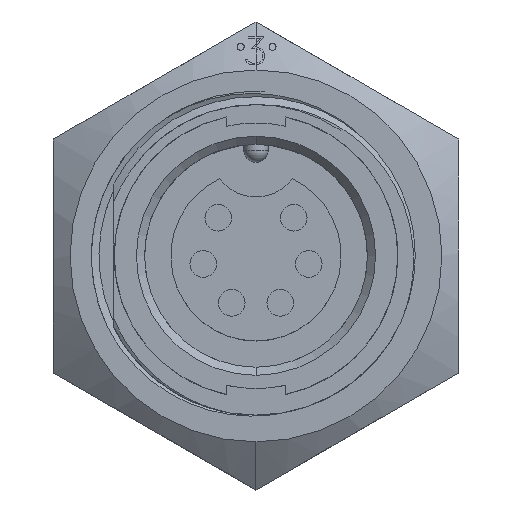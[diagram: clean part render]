
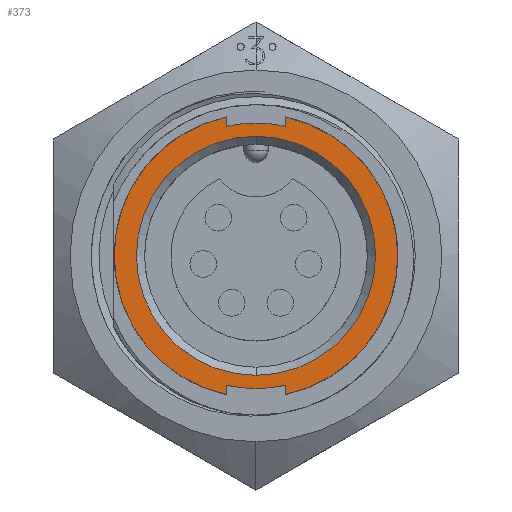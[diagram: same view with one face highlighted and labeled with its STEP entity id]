
A CAD part, top view. The second image highlights one B-rep face of the part: STEP entity #373.
In plain terms, the highlighted planar face has unit normal (0, 0, 1).
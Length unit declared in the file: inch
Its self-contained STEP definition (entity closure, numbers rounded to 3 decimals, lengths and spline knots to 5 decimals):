
#373 = ADVANCED_FACE ( 'NONE', ( #21768, #21774 ), #6134, .F. ) ;
#466 = EDGE_CURVE ( 'NONE', #2037, #2036, #6479, .T. ) ;
#469 = EDGE_CURVE ( 'NONE', #2005, #2036, #3867, .T. ) ;
#472 = EDGE_CURVE ( 'NONE', #2005, #2034, #6494, .T. ) ;
#474 = EDGE_CURVE ( 'NONE', #2291, #2032, #6497, .T. ) ;
#477 = EDGE_CURVE ( 'NONE', #2031, #2032, #3868, .T. ) ;
#478 = EDGE_CURVE ( 'NONE', #2031, #2300, #6509, .T. ) ;
#480 = EDGE_CURVE ( 'NONE', #2301, #2037, #3869, .T. ) ;
#482 = EDGE_CURVE ( 'NONE', #2034, #2290, #3870, .T. ) ;
#483 = EDGE_CURVE ( 'NONE', #2288, #2286, #3871, .T. ) ;
#1387 = ORIENTED_EDGE ( 'NONE', *, *, #474, .F. ) ;
#1388 = ORIENTED_EDGE ( 'NONE', *, *, #15045, .F. ) ;
#1389 = ORIENTED_EDGE ( 'NONE', *, *, #478, .F. ) ;
#1390 = ORIENTED_EDGE ( 'NONE', *, *, #477, .T. ) ;
#1391 = ORIENTED_EDGE ( 'NONE', *, *, #15035, .F. ) ;
#1392 = ORIENTED_EDGE ( 'NONE', *, *, #482, .F. ) ;
#1393 = ORIENTED_EDGE ( 'NONE', *, *, #472, .F. ) ;
#1394 = ORIENTED_EDGE ( 'NONE', *, *, #469, .T. ) ;
#1395 = ORIENTED_EDGE ( 'NONE', *, *, #466, .F. ) ;
#1396 = ORIENTED_EDGE ( 'NONE', *, *, #480, .F. ) ;
#1398 = ORIENTED_EDGE ( 'NONE', *, *, #483, .F. ) ;
#1399 = ORIENTED_EDGE ( 'NONE', *, *, #15030, .F. ) ;
#1948 = EDGE_LOOP ( 'NONE', ( #1388, #1389, #1390, #1387, #1391, #1392, #1393, #1394, #1395, #1396 ) ) ;
#1949 = EDGE_LOOP ( 'NONE', ( #1398, #1399 ) ) ;
#2005 = VERTEX_POINT ( 'NONE', #17808 ) ;
#2031 = VERTEX_POINT ( 'NONE', #17834 ) ;
#2032 = VERTEX_POINT ( 'NONE', #17835 ) ;
#2034 = VERTEX_POINT ( 'NONE', #17837 ) ;
#2036 = VERTEX_POINT ( 'NONE', #17839 ) ;
#2037 = VERTEX_POINT ( 'NONE', #17840 ) ;
#2286 = VERTEX_POINT ( 'NONE', #18063 ) ;
#2288 = VERTEX_POINT ( 'NONE', #18065 ) ;
#2290 = VERTEX_POINT ( 'NONE', #18067 ) ;
#2291 = VERTEX_POINT ( 'NONE', #18068 ) ;
#2300 = VERTEX_POINT ( 'NONE', #18077 ) ;
#2301 = VERTEX_POINT ( 'NONE', #18078 ) ;
#3867 = CIRCLE ( 'NONE', #21937, 0.35 ) ;
#3868 = CIRCLE ( 'NONE', #21943, 0.35 ) ;
#3869 = CIRCLE ( 'NONE', #21945, 0.3275 ) ;
#3870 = CIRCLE ( 'NONE', #21947, 0.3275 ) ;
#3871 = CIRCLE ( 'NONE', #21928, 0.295 ) ;
#3926 = CIRCLE ( 'NONE', #13481, 0.295 ) ;
#3929 = CIRCLE ( 'NONE', #13484, 0.3275 ) ;
#3932 = CIRCLE ( 'NONE', #13490, 0.3275 ) ;
#6134 = PLANE ( 'NONE',  #21776 ) ;
#6135 = CARTESIAN_POINT ( 'NONE',  ( 0., 0.295, 0. ) ) ;
#6136 = DIRECTION ( 'NONE',  ( 0., 0., -1. ) ) ;
#6137 = DIRECTION ( 'NONE',  ( 0., 1., 0. ) ) ;
#6475 = CARTESIAN_POINT ( 'NONE',  ( 0., 0., 0. ) ) ;
#6479 = LINE ( 'NONE', #6480, #21935 ) ;
#6480 = CARTESIAN_POINT ( 'NONE',  ( -0.0725, -0.31937, 0. ) ) ;
#6481 = DIRECTION ( 'NONE',  ( 0., -1., 0. ) ) ;
#6488 = DIRECTION ( 'NONE',  ( 0., 0., 1. ) ) ;
#6489 = DIRECTION ( 'NONE',  ( 0., -1., 0. ) ) ;
#6490 = CARTESIAN_POINT ( 'NONE',  ( 0., 0., 0. ) ) ;
#6494 = LINE ( 'NONE', #6495, #21940 ) ;
#6495 = CARTESIAN_POINT ( 'NONE',  ( -0.0725, 0.34241, 0. ) ) ;
#6496 = DIRECTION ( 'NONE',  ( 0., -1., 0. ) ) ;
#6497 = LINE ( 'NONE', #6498, #21941 ) ;
#6498 = CARTESIAN_POINT ( 'NONE',  ( 0.0725, 0.34241, 0. ) ) ;
#6499 = DIRECTION ( 'NONE',  ( 0., 1., 0. ) ) ;
#6506 = DIRECTION ( 'NONE',  ( 0., 0., 1. ) ) ;
#6507 = DIRECTION ( 'NONE',  ( 0., -1., 0. ) ) ;
#6508 = CARTESIAN_POINT ( 'NONE',  ( 0., 0., 0. ) ) ;
#6509 = LINE ( 'NONE', #6510, #21946 ) ;
#6510 = CARTESIAN_POINT ( 'NONE',  ( 0.0725, -0.31937, 0. ) ) ;
#6511 = DIRECTION ( 'NONE',  ( 0., 1., 0. ) ) ;
#6512 = DIRECTION ( 'NONE',  ( 0., 0., -1. ) ) ;
#6513 = DIRECTION ( 'NONE',  ( 1., 0., 0. ) ) ;
#6514 = CARTESIAN_POINT ( 'NONE',  ( 0., 0., 0. ) ) ;
#6515 = DIRECTION ( 'NONE',  ( 0., 0., -1. ) ) ;
#6516 = DIRECTION ( 'NONE',  ( 1., 0., 0. ) ) ;
#6517 = CARTESIAN_POINT ( 'NONE',  ( 0., 0., 0. ) ) ;
#6518 = DIRECTION ( 'NONE',  ( 0., 0., 1. ) ) ;
#6519 = DIRECTION ( 'NONE',  ( 0., -1., 0. ) ) ;
#13481 = AXIS2_PLACEMENT_3D ( 'NONE', #20809, #20822, #20823 ) ;
#13484 = AXIS2_PLACEMENT_3D ( 'NONE', #20836, #20837, #20838 ) ;
#13490 = AXIS2_PLACEMENT_3D ( 'NONE', #20867, #20871, #20872 ) ;
#15030 = EDGE_CURVE ( 'NONE', #2286, #2288, #3926, .T. ) ;
#15035 = EDGE_CURVE ( 'NONE', #2290, #2291, #3929, .T. ) ;
#15045 = EDGE_CURVE ( 'NONE', #2300, #2301, #3932, .T. ) ;
#17808 = CARTESIAN_POINT ( 'NONE',  ( -0.0725, 0.34241, 0. ) ) ;
#17834 = CARTESIAN_POINT ( 'NONE',  ( 0.0725, -0.34241, 0. ) ) ;
#17835 = CARTESIAN_POINT ( 'NONE',  ( 0.0725, 0.34241, 0. ) ) ;
#17837 = CARTESIAN_POINT ( 'NONE',  ( -0.0725, 0.31937, 0. ) ) ;
#17839 = CARTESIAN_POINT ( 'NONE',  ( -0.0725, -0.34241, 0. ) ) ;
#17840 = CARTESIAN_POINT ( 'NONE',  ( -0.0725, -0.31937, 0. ) ) ;
#18063 = CARTESIAN_POINT ( 'NONE',  ( 0., 0.295, 0. ) ) ;
#18065 = CARTESIAN_POINT ( 'NONE',  ( 0., -0.295, 0. ) ) ;
#18067 = CARTESIAN_POINT ( 'NONE',  ( 0., 0.3275, 0. ) ) ;
#18068 = CARTESIAN_POINT ( 'NONE',  ( 0.0725, 0.31937, 0. ) ) ;
#18077 = CARTESIAN_POINT ( 'NONE',  ( 0.0725, -0.31937, 0. ) ) ;
#18078 = CARTESIAN_POINT ( 'NONE',  ( 0., -0.3275, 0. ) ) ;
#20809 = CARTESIAN_POINT ( 'NONE',  ( 0., 0., 0. ) ) ;
#20822 = DIRECTION ( 'NONE',  ( 0., 0., 1. ) ) ;
#20823 = DIRECTION ( 'NONE',  ( 0., -1., 0. ) ) ;
#20836 = CARTESIAN_POINT ( 'NONE',  ( 0., 0., 0. ) ) ;
#20837 = DIRECTION ( 'NONE',  ( 0., 0., -1. ) ) ;
#20838 = DIRECTION ( 'NONE',  ( 1., 0., 0. ) ) ;
#20867 = CARTESIAN_POINT ( 'NONE',  ( 0., 0., 0. ) ) ;
#20871 = DIRECTION ( 'NONE',  ( 0., 0., -1. ) ) ;
#20872 = DIRECTION ( 'NONE',  ( 1., 0., 0. ) ) ;
#21768 = FACE_OUTER_BOUND ( 'NONE', #1948, .T. ) ;
#21774 = FACE_BOUND ( 'NONE', #1949, .T. ) ;
#21776 = AXIS2_PLACEMENT_3D ( 'NONE', #6135, #6136, #6137 ) ;
#21928 = AXIS2_PLACEMENT_3D ( 'NONE', #6517, #6518, #6519 ) ;
#21935 = VECTOR ( 'NONE', #6481, 39.37008 ) ;
#21937 = AXIS2_PLACEMENT_3D ( 'NONE', #6475, #6488, #6489 ) ;
#21940 = VECTOR ( 'NONE', #6496, 39.37008 ) ;
#21941 = VECTOR ( 'NONE', #6499, 39.37008 ) ;
#21943 = AXIS2_PLACEMENT_3D ( 'NONE', #6490, #6506, #6507 ) ;
#21945 = AXIS2_PLACEMENT_3D ( 'NONE', #6508, #6512, #6513 ) ;
#21946 = VECTOR ( 'NONE', #6511, 39.37008 ) ;
#21947 = AXIS2_PLACEMENT_3D ( 'NONE', #6514, #6515, #6516 ) ;
